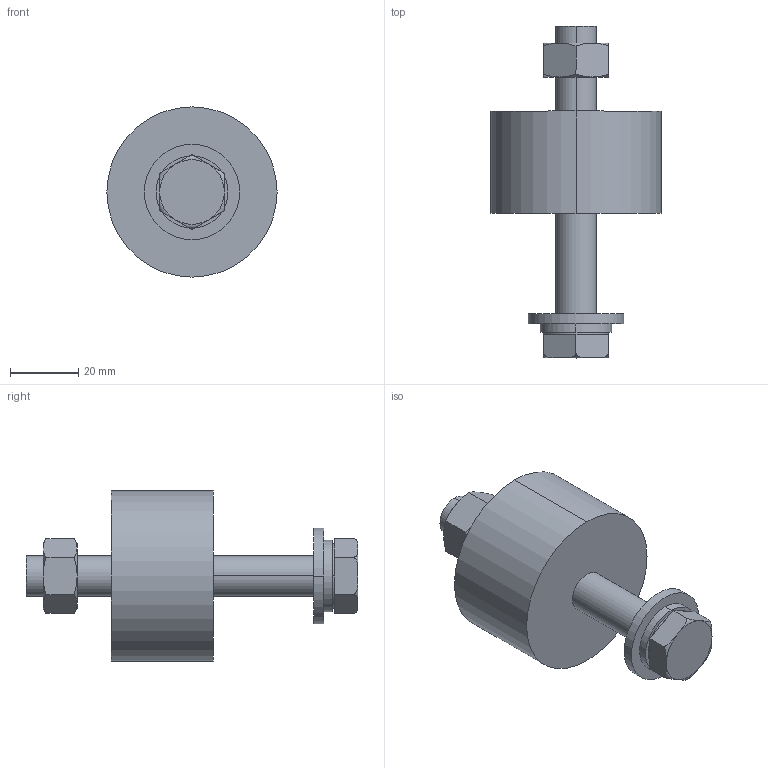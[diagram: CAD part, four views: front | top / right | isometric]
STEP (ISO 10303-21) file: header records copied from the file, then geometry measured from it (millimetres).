
FILE_DESCRIPTION (( 'STEP AP214' ), '1' );
FILE_NAME ('fixing parts.STEP', '2020-04-15T06:12:57', ( '' ), ( '' ), 'SwSTEP 2.0', 'SolidWorks 2016', '' );
FILE_SCHEMA (( 'AUTOMOTIVE_DESIGN' ));
Length unit declared in the file: millimetre
Products named in the file (1): fixing parts
Bounding box: 50 x 97.5 x 50 mm (x, y, z)
Volume: 72089.8 mm3; surface area: 13317.8 mm2
Topology: 1 solids, 1 shells, 59 faces, 130 edges, 80 vertices
Faces by surface type: plane 27, cylinder 14, cone 12, torus 6
Entity records: 2811 total; most frequent: CARTESIAN_POINT 861, DIRECTION 262, ORIENTED_EDGE 260, EDGE_CURVE 130, AXIS2_PLACEMENT_3D 111, VERTEX_POINT 80, EDGE_LOOP 66, UNCERTAINTY_MEASURE_WITH_UNIT 62
